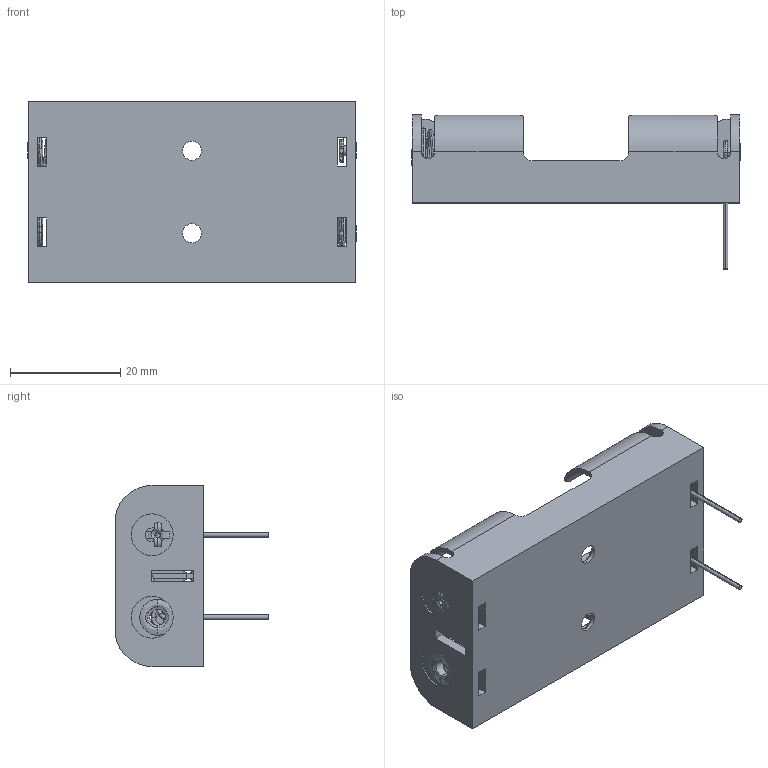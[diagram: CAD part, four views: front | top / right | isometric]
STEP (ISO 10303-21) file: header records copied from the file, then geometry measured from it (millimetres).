
FILE_DESCRIPTION (( 'STEP AP214' ), '1' );
FILE_NAME ('Keystone 2462 Twin AA.STEP', '2016-04-06T16:31:16', ( '' ), ( '' ), 'SwSTEP 2.0', 'SolidWorks 2015', '' );
FILE_SCHEMA (( 'AUTOMOTIVE_DESIGN' ));
Length unit declared in the file: millimetre
Products named in the file (2): keystone-PN2462; Keystone 2462 Twin AA
Assembly tree (1 placements, depth 2):
  Keystone 2462 Twin AA
    keystone-PN2462
Bounding box: 59.71 x 27.99 x 32.92 mm (x, y, z)
Volume: 6422.8 mm3; surface area: 10981.3 mm2
Topology: 9 solids, 9 shells, 328 faces, 842 edges, 536 vertices
Faces by surface type: plane 178, cylinder 90, bspline 56, cone 4
Entity records: 17198 total; most frequent: CARTESIAN_POINT 7694, ORIENTED_EDGE 1684, DIRECTION 1614, EDGE_CURVE 842, AXIS2_PLACEMENT_3D 556, VERTEX_POINT 536, LINE 502, VECTOR 502
